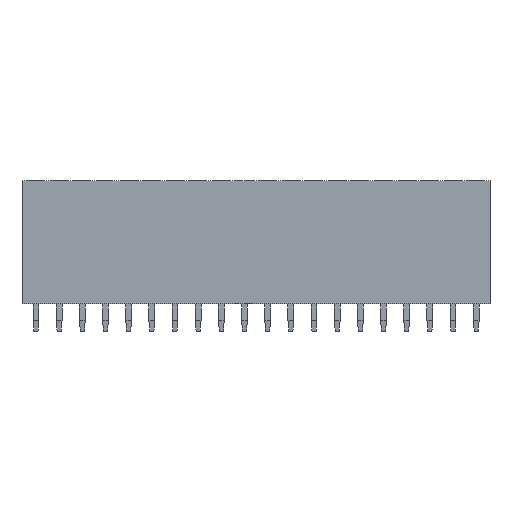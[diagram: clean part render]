
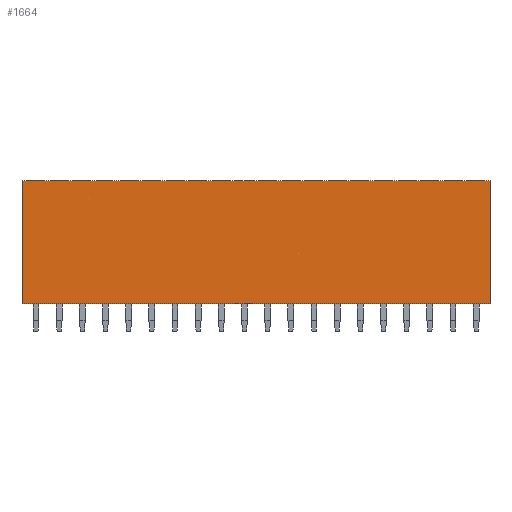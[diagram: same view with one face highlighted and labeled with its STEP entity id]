
A CAD part, front view. The second image highlights one B-rep face of the part: STEP entity #1664.
In plain terms, the highlighted planar face has unit normal (0, -1, 0).
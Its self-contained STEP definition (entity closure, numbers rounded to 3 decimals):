
#126 = VERTEX_POINT('',#127);
#127 = CARTESIAN_POINT('',(-1.53,-1.23,0.));
#133 = EDGE_CURVE('',#126,#134,#136,.T.);
#134 = VERTEX_POINT('',#135);
#135 = CARTESIAN_POINT('',(49.77,-1.23,0.));
#136 = LINE('',#137,#138);
#137 = CARTESIAN_POINT('',(-1.53,-1.23,0.));
#138 = VECTOR('',#139,1.);
#139 = DIRECTION('',(1.,0.,0.));
#1622 = VERTEX_POINT('',#1623);
#1623 = CARTESIAN_POINT('',(-1.53,-1.23,13.5));
#1629 = EDGE_CURVE('',#126,#1622,#1630,.T.);
#1630 = LINE('',#1631,#1632);
#1631 = CARTESIAN_POINT('',(-1.53,-1.23,0.));
#1632 = VECTOR('',#1633,1.);
#1633 = DIRECTION('',(0.,0.,1.));
#1664 = ADVANCED_FACE('',(#1665),#1683,.F.);
#1665 = FACE_BOUND('',#1666,.F.);
#1666 = EDGE_LOOP('',(#1667,#1668,#1676,#1682));
#1667 = ORIENTED_EDGE('',*,*,#1629,.T.);
#1668 = ORIENTED_EDGE('',*,*,#1669,.T.);
#1669 = EDGE_CURVE('',#1622,#1670,#1672,.T.);
#1670 = VERTEX_POINT('',#1671);
#1671 = CARTESIAN_POINT('',(49.77,-1.23,13.5));
#1672 = LINE('',#1673,#1674);
#1673 = CARTESIAN_POINT('',(-1.53,-1.23,13.5));
#1674 = VECTOR('',#1675,1.);
#1675 = DIRECTION('',(1.,0.,0.));
#1676 = ORIENTED_EDGE('',*,*,#1677,.F.);
#1677 = EDGE_CURVE('',#134,#1670,#1678,.T.);
#1678 = LINE('',#1679,#1680);
#1679 = CARTESIAN_POINT('',(49.77,-1.23,0.));
#1680 = VECTOR('',#1681,1.);
#1681 = DIRECTION('',(0.,0.,1.));
#1682 = ORIENTED_EDGE('',*,*,#133,.F.);
#1683 = PLANE('',#1684);
#1684 = AXIS2_PLACEMENT_3D('',#1685,#1686,#1687);
#1685 = CARTESIAN_POINT('',(-1.53,-1.23,0.));
#1686 = DIRECTION('',(0.,1.,0.));
#1687 = DIRECTION('',(1.,0.,0.));
